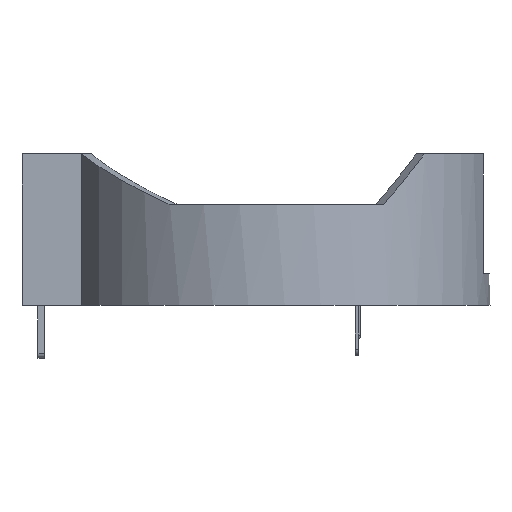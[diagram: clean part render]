
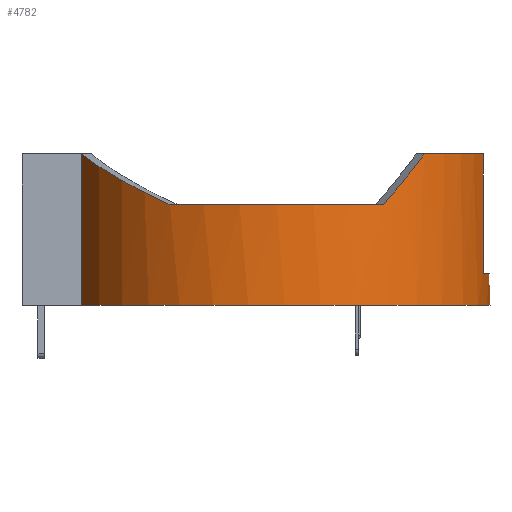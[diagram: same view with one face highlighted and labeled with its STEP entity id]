
A CAD part, front view. The second image highlights one B-rep face of the part: STEP entity #4782.
In plain terms, the highlighted cylindrical face has radius 13.375 mm (diameter 26.75 mm), a partial arc.
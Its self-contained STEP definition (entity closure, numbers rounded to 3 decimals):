
#70=ELLIPSE('',#5150,14.425,13.375);
#73=ELLIPSE('',#5157,18.915,13.375);
#75=ELLIPSE('',#5160,14.425,13.375);
#76=ELLIPSE('',#5162,18.915,13.375);
#708=LINE('',#7922,#1220);
#710=LINE('',#7926,#1222);
#732=LINE('',#7971,#1244);
#740=LINE('',#7998,#1252);
#1220=VECTOR('',#6399,1000.);
#1222=VECTOR('',#6403,1000.);
#1244=VECTOR('',#6435,1000.);
#1252=VECTOR('',#6445,1000.);
#2477=ORIENTED_EDGE('',*,*,#3300,.F.);
#2478=ORIENTED_EDGE('',*,*,#3338,.F.);
#2479=ORIENTED_EDGE('',*,*,#3310,.T.);
#2480=ORIENTED_EDGE('',*,*,#3339,.T.);
#2481=ORIENTED_EDGE('',*,*,#3225,.F.);
#2482=ORIENTED_EDGE('',*,*,#3221,.T.);
#2483=ORIENTED_EDGE('',*,*,#3218,.F.);
#2484=ORIENTED_EDGE('',*,*,#3278,.T.);
#2485=ORIENTED_EDGE('',*,*,#3340,.F.);
#2486=ORIENTED_EDGE('',*,*,#3276,.F.);
#2487=ORIENTED_EDGE('',*,*,#3230,.F.);
#2488=ORIENTED_EDGE('',*,*,#3236,.T.);
#2489=ORIENTED_EDGE('',*,*,#3233,.F.);
#2490=ORIENTED_EDGE('',*,*,#3341,.T.);
#3218=EDGE_CURVE('',#3726,#3727,#70,.T.);
#3221=EDGE_CURVE('',#3729,#3727,#3918,.T.);
#3225=EDGE_CURVE('',#3729,#3732,#73,.T.);
#3230=EDGE_CURVE('',#3736,#3737,#75,.T.);
#3233=EDGE_CURVE('',#3738,#3740,#76,.T.);
#3236=EDGE_CURVE('',#3736,#3740,#3920,.T.);
#3276=EDGE_CURVE('',#3737,#3776,#708,.T.);
#3278=EDGE_CURVE('',#3726,#3777,#710,.T.);
#3300=EDGE_CURVE('',#3794,#3795,#732,.T.);
#3310=EDGE_CURVE('',#3805,#3804,#740,.T.);
#3338=EDGE_CURVE('',#3805,#3794,#3946,.T.);
#3339=EDGE_CURVE('',#3804,#3732,#3947,.T.);
#3340=EDGE_CURVE('',#3776,#3777,#3948,.T.);
#3341=EDGE_CURVE('',#3738,#3795,#3949,.T.);
#3726=VERTEX_POINT('',#7799);
#3727=VERTEX_POINT('',#7801);
#3729=VERTEX_POINT('',#7807);
#3732=VERTEX_POINT('',#7815);
#3736=VERTEX_POINT('',#7824);
#3737=VERTEX_POINT('',#7826);
#3738=VERTEX_POINT('',#7830);
#3740=VERTEX_POINT('',#7833);
#3776=VERTEX_POINT('',#7923);
#3777=VERTEX_POINT('',#7927);
#3794=VERTEX_POINT('',#7970);
#3795=VERTEX_POINT('',#7972);
#3804=VERTEX_POINT('',#7997);
#3805=VERTEX_POINT('',#7999);
#3918=CIRCLE('',#5153,13.375);
#3920=CIRCLE('',#5165,13.375);
#3946=CIRCLE('',#5221,13.375);
#3947=CIRCLE('',#5222,13.375);
#3948=CIRCLE('',#5223,13.375);
#3949=CIRCLE('',#5224,13.375);
#4196=EDGE_LOOP('',(#2477,#2478,#2479,#2480,#2481,#2482,#2483,#2484,#2485,
#2486,#2487,#2488,#2489,#2490));
#4462=FACE_BOUND('',#4196,.T.);
#4546=CYLINDRICAL_SURFACE('',#5220,13.375);
#4782=ADVANCED_FACE('',(#4462),#4546,.T.);
#5150=AXIS2_PLACEMENT_3D('',#7800,#6295,#6296);
#5153=AXIS2_PLACEMENT_3D('',#7806,#6302,#6303);
#5157=AXIS2_PLACEMENT_3D('',#7814,#6311,#6312);
#5160=AXIS2_PLACEMENT_3D('',#7825,#6320,#6321);
#5162=AXIS2_PLACEMENT_3D('',#7832,#6326,#6327);
#5165=AXIS2_PLACEMENT_3D('',#7838,#6333,#6334);
#5220=AXIS2_PLACEMENT_3D('',#8043,#6517,#6518);
#5221=AXIS2_PLACEMENT_3D('',#8044,#6519,#6520);
#5222=AXIS2_PLACEMENT_3D('',#8045,#6521,#6522);
#5223=AXIS2_PLACEMENT_3D('',#8046,#6523,#6524);
#5224=AXIS2_PLACEMENT_3D('',#8047,#6525,#6526);
#6295=DIRECTION('',(0.187,0.324,0.927));
#6296=DIRECTION('',(0.464,0.803,-0.375));
#6302=DIRECTION('',(0.,0.,-1.));
#6303=DIRECTION('',(-1.,0.,0.));
#6311=DIRECTION('',(0.354,-0.612,0.707));
#6312=DIRECTION('',(0.354,-0.612,-0.707));
#6320=DIRECTION('',(-0.187,0.324,0.927));
#6321=DIRECTION('',(-0.464,0.803,-0.375));
#6326=DIRECTION('',(-0.354,-0.612,0.707));
#6327=DIRECTION('',(-0.354,-0.612,-0.707));
#6333=DIRECTION('',(0.,0.,-1.));
#6334=DIRECTION('',(1.,0.,0.));
#6399=DIRECTION('',(0.,0.,-1.));
#6403=DIRECTION('',(0.,0.,-1.));
#6435=DIRECTION('',(0.,0.,1.));
#6445=DIRECTION('',(0.,0.,1.));
#6517=DIRECTION('',(0.,0.,-1.));
#6518=DIRECTION('',(-1.,0.,0.));
#6519=DIRECTION('',(0.,0.,1.));
#6520=DIRECTION('',(1.,0.,0.));
#6521=DIRECTION('',(0.,0.,-1.));
#6522=DIRECTION('',(-1.,0.,0.));
#6523=DIRECTION('',(0.,0.,-1.));
#6524=DIRECTION('',(-1.,0.,0.));
#6525=DIRECTION('',(0.,0.,-1.));
#6526=DIRECTION('',(-1.,0.,0.));
#7799=CARTESIAN_POINT('',(5.4,-12.236,9.491));
#7800=CARTESIAN_POINT('',(0.,0.,6.3));
#7801=CARTESIAN_POINT('',(11.583,-6.688,6.3));
#7806=CARTESIAN_POINT('',(0.,0.,6.3));
#7807=CARTESIAN_POINT('',(11.583,6.688,6.3));
#7814=CARTESIAN_POINT('',(0.,0.,6.3));
#7815=CARTESIAN_POINT('',(9.647,9.265,9.5));
#7824=CARTESIAN_POINT('',(-11.583,-6.688,6.3));
#7825=CARTESIAN_POINT('',(0.,0.,6.3));
#7826=CARTESIAN_POINT('',(-5.4,-12.236,9.491));
#7830=CARTESIAN_POINT('',(-9.647,9.265,9.5));
#7832=CARTESIAN_POINT('',(0.,0.,6.3));
#7833=CARTESIAN_POINT('',(-11.583,6.687,6.3));
#7838=CARTESIAN_POINT('',(0.,0.,6.3));
#7922=CARTESIAN_POINT('',(-5.4,-12.236,40.828));
#7923=CARTESIAN_POINT('',(-5.4,-12.236,0.));
#7926=CARTESIAN_POINT('',(5.4,-12.236,40.828));
#7927=CARTESIAN_POINT('',(5.4,-12.236,0.));
#7970=CARTESIAN_POINT('',(-3.383,12.94,2.));
#7971=CARTESIAN_POINT('',(-3.383,12.94,-31.328));
#7972=CARTESIAN_POINT('',(-3.383,12.94,9.5));
#7997=CARTESIAN_POINT('',(3.383,12.94,9.5));
#7998=CARTESIAN_POINT('',(3.383,12.94,-31.328));
#7999=CARTESIAN_POINT('',(3.383,12.94,2.));
#8043=CARTESIAN_POINT('',(0.,0.,54.));
#8044=CARTESIAN_POINT('',(0.,0.,2.));
#8045=CARTESIAN_POINT('',(0.,0.,9.5));
#8046=CARTESIAN_POINT('',(0.,0.,0.));
#8047=CARTESIAN_POINT('',(0.,0.,9.5));
